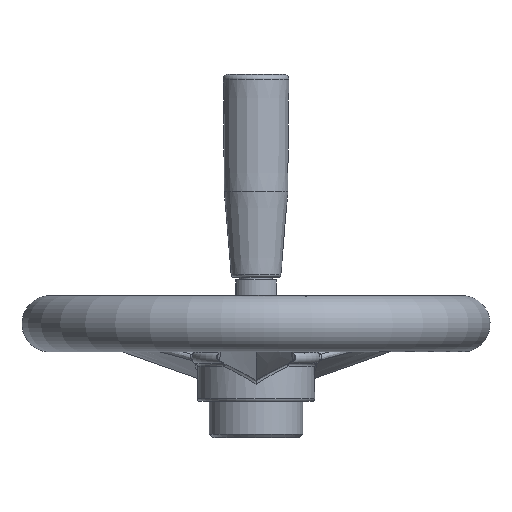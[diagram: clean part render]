
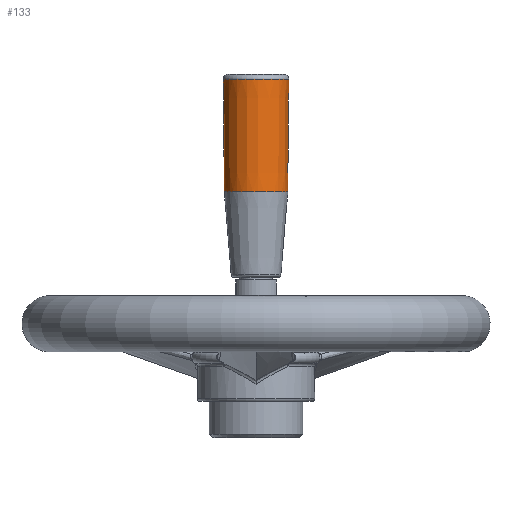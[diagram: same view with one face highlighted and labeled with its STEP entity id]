
A CAD part, left-side view. The second image highlights one B-rep face of the part: STEP entity #133.
In plain terms, the highlighted conical face has half-angle 0.458 degrees and reference radius 14 mm.
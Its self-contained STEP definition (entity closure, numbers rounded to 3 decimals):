
#133 = ADVANCED_FACE( '', ( #317, #318 ), #319, .T. );
#317 = FACE_OUTER_BOUND( '', #695, .T. );
#318 = FACE_BOUND( '', #696, .T. );
#319 = CONICAL_SURFACE( '', #697, 14., 0.008 );
#695 = EDGE_LOOP( '', ( #9662 ) );
#696 = EDGE_LOOP( '', ( #9663 ) );
#697 = AXIS2_PLACEMENT_3D( '', #9664, #9665, #9666 );
#9662 = ORIENTED_EDGE( '', *, *, #10659, .T. );
#9663 = ORIENTED_EDGE( '', *, *, #10661, .T. );
#9664 = CARTESIAN_POINT( '', ( -80., 0., 139.3 ) );
#9665 = DIRECTION( '', ( 0., 0., 1. ) );
#9666 = DIRECTION( '', ( 0.963, -0.271, 0. ) );
#10659 = EDGE_CURVE( '', #11076, #11076, #11077, .T. );
#10661 = EDGE_CURVE( '', #11080, #11080, #11081, .T. );
#11076 = VERTEX_POINT( '', #11665 );
#11077 = CIRCLE( '', #11666, 13.984 );
#11080 = VERTEX_POINT( '', #11669 );
#11081 = CIRCLE( '', #11670, 13.6 );
#11665 = CARTESIAN_POINT( '', ( -93.46, 3.792, 137.284 ) );
#11666 = AXIS2_PLACEMENT_3D( '', #17482, #17483, #17484 );
#11669 = CARTESIAN_POINT( '', ( -66.909, -3.688, 89.3 ) );
#11670 = AXIS2_PLACEMENT_3D( '', #17488, #17489, #17490 );
#17482 = CARTESIAN_POINT( '', ( -80., 0., 137.284 ) );
#17483 = DIRECTION( '', ( 0., 0., -1. ) );
#17484 = DIRECTION( '', ( -0.963, 0.271, 0. ) );
#17488 = CARTESIAN_POINT( '', ( -80., 0., 89.3 ) );
#17489 = DIRECTION( '', ( 0., 0., 1. ) );
#17490 = DIRECTION( '', ( 0.963, -0.271, 0. ) );
